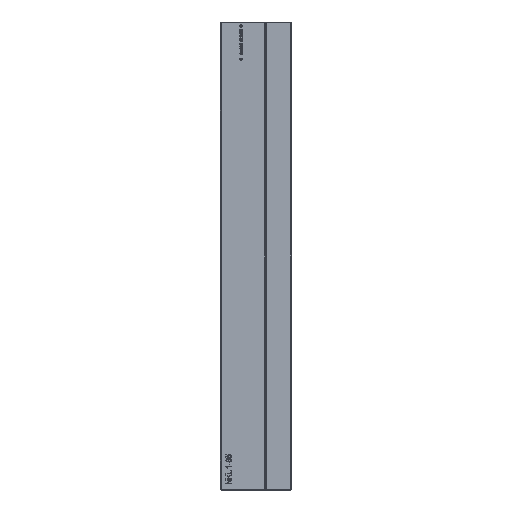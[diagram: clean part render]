
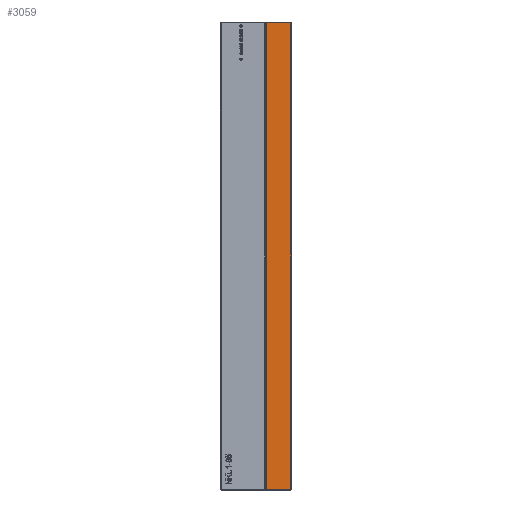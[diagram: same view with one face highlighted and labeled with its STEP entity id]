
A CAD part, left-side view. The second image highlights one B-rep face of the part: STEP entity #3059.
In plain terms, the highlighted planar face has unit normal (-1, 0, 0).
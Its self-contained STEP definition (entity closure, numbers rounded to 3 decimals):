
#298 = PLANE('',#299);
#299 = AXIS2_PLACEMENT_3D('',#300,#301,#302);
#300 = CARTESIAN_POINT('',(-14.925,4.605,0.));
#301 = DIRECTION('',(0.707,-0.707,0.));
#302 = DIRECTION('',(0.,0.,1.));
#600 = PLANE('',#601);
#601 = AXIS2_PLACEMENT_3D('',#602,#603,#604);
#602 = CARTESIAN_POINT('',(-14.925,0.,0.075));
#603 = DIRECTION('',(0.707,0.,0.707)
  );
#604 = DIRECTION('',(0.,-1.,0.));
#902 = PLANE('',#903);
#903 = AXIS2_PLACEMENT_3D('',#904,#905,#906);
#904 = CARTESIAN_POINT('',(-14.925,0.,84.925));
#905 = DIRECTION('',(-0.707,0.,0.707)
  );
#906 = DIRECTION('',(0.,-1.,0.));
#1407 = VERTEX_POINT('',#1408);
#1408 = CARTESIAN_POINT('',(-15.,4.53,84.85));
#1429 = EDGE_CURVE('',#1430,#1407,#1432,.T.);
#1430 = VERTEX_POINT('',#1431);
#1431 = CARTESIAN_POINT('',(-15.,4.53,0.15));
#1432 = SURFACE_CURVE('',#1433,(#1437,#1444),.PCURVE_S1.);
#1433 = LINE('',#1434,#1435);
#1434 = CARTESIAN_POINT('',(-15.,4.53,0.));
#1435 = VECTOR('',#1436,1.);
#1436 = DIRECTION('',(0.,0.,1.));
#1437 = PCURVE('',#298,#1438);
#1438 = DEFINITIONAL_REPRESENTATION('',(#1439),#1443);
#1439 = LINE('',#1440,#1441);
#1440 = CARTESIAN_POINT('',(0.,0.106));
#1441 = VECTOR('',#1442,1.);
#1442 = DIRECTION('',(1.,0.));
#1443 = ( GEOMETRIC_REPRESENTATION_CONTEXT(2) 
PARAMETRIC_REPRESENTATION_CONTEXT() REPRESENTATION_CONTEXT('2D SPACE',''
  ) );
#1444 = PCURVE('',#1445,#1450);
#1445 = PLANE('',#1446);
#1446 = AXIS2_PLACEMENT_3D('',#1447,#1448,#1449);
#1447 = CARTESIAN_POINT('',(-15.,0.,0.));
#1448 = DIRECTION('',(-1.,0.,0.));
#1449 = DIRECTION('',(0.,1.,0.));
#1450 = DEFINITIONAL_REPRESENTATION('',(#1451),#1455);
#1451 = LINE('',#1452,#1453);
#1452 = CARTESIAN_POINT('',(4.53,0.));
#1453 = VECTOR('',#1454,1.);
#1454 = DIRECTION('',(0.,-1.));
#1455 = ( GEOMETRIC_REPRESENTATION_CONTEXT(2) 
PARAMETRIC_REPRESENTATION_CONTEXT() REPRESENTATION_CONTEXT('2D SPACE',''
  ) );
#1754 = VERTEX_POINT('',#1755);
#1755 = CARTESIAN_POINT('',(-15.,0.15,0.15));
#1781 = EDGE_CURVE('',#1754,#1430,#1782,.T.);
#1782 = SURFACE_CURVE('',#1783,(#1787,#1794),.PCURVE_S1.);
#1783 = LINE('',#1784,#1785);
#1784 = CARTESIAN_POINT('',(-15.,0.,0.15));
#1785 = VECTOR('',#1786,1.);
#1786 = DIRECTION('',(0.,1.,0.));
#1787 = PCURVE('',#600,#1788);
#1788 = DEFINITIONAL_REPRESENTATION('',(#1789),#1793);
#1789 = LINE('',#1790,#1791);
#1790 = CARTESIAN_POINT('',(0.,-0.106));
#1791 = VECTOR('',#1792,1.);
#1792 = DIRECTION('',(-1.,0.));
#1793 = ( GEOMETRIC_REPRESENTATION_CONTEXT(2) 
PARAMETRIC_REPRESENTATION_CONTEXT() REPRESENTATION_CONTEXT('2D SPACE',''
  ) );
#1794 = PCURVE('',#1445,#1795);
#1795 = DEFINITIONAL_REPRESENTATION('',(#1796),#1800);
#1796 = LINE('',#1797,#1798);
#1797 = CARTESIAN_POINT('',(0.,-0.15));
#1798 = VECTOR('',#1799,1.);
#1799 = DIRECTION('',(1.,0.));
#1800 = ( GEOMETRIC_REPRESENTATION_CONTEXT(2) 
PARAMETRIC_REPRESENTATION_CONTEXT() REPRESENTATION_CONTEXT('2D SPACE',''
  ) );
#2424 = VERTEX_POINT('',#2425);
#2425 = CARTESIAN_POINT('',(-15.,0.15,84.85));
#2451 = EDGE_CURVE('',#2424,#1407,#2452,.T.);
#2452 = SURFACE_CURVE('',#2453,(#2457,#2464),.PCURVE_S1.);
#2453 = LINE('',#2454,#2455);
#2454 = CARTESIAN_POINT('',(-15.,0.,84.85));
#2455 = VECTOR('',#2456,1.);
#2456 = DIRECTION('',(0.,1.,0.));
#2457 = PCURVE('',#902,#2458);
#2458 = DEFINITIONAL_REPRESENTATION('',(#2459),#2463);
#2459 = LINE('',#2460,#2461);
#2460 = CARTESIAN_POINT('',(0.,-0.106));
#2461 = VECTOR('',#2462,1.);
#2462 = DIRECTION('',(-1.,0.));
#2463 = ( GEOMETRIC_REPRESENTATION_CONTEXT(2) 
PARAMETRIC_REPRESENTATION_CONTEXT() REPRESENTATION_CONTEXT('2D SPACE',''
  ) );
#2464 = PCURVE('',#1445,#2465);
#2465 = DEFINITIONAL_REPRESENTATION('',(#2466),#2470);
#2466 = LINE('',#2467,#2468);
#2467 = CARTESIAN_POINT('',(0.,-84.85));
#2468 = VECTOR('',#2469,1.);
#2469 = DIRECTION('',(1.,0.));
#2470 = ( GEOMETRIC_REPRESENTATION_CONTEXT(2) 
PARAMETRIC_REPRESENTATION_CONTEXT() REPRESENTATION_CONTEXT('2D SPACE',''
  ) );
#3059 = ADVANCED_FACE('',(#3060),#1445,.T.);
#3060 = FACE_BOUND('',#3061,.T.);
#3061 = EDGE_LOOP('',(#3062,#3063,#3064,#3090));
#3062 = ORIENTED_EDGE('',*,*,#1429,.F.);
#3063 = ORIENTED_EDGE('',*,*,#1781,.F.);
#3064 = ORIENTED_EDGE('',*,*,#3065,.T.);
#3065 = EDGE_CURVE('',#1754,#2424,#3066,.T.);
#3066 = SURFACE_CURVE('',#3067,(#3071,#3078),.PCURVE_S1.);
#3067 = LINE('',#3068,#3069);
#3068 = CARTESIAN_POINT('',(-15.,0.15,0.));
#3069 = VECTOR('',#3070,1.);
#3070 = DIRECTION('',(0.,0.,1.));
#3071 = PCURVE('',#1445,#3072);
#3072 = DEFINITIONAL_REPRESENTATION('',(#3073),#3077);
#3073 = LINE('',#3074,#3075);
#3074 = CARTESIAN_POINT('',(0.15,0.));
#3075 = VECTOR('',#3076,1.);
#3076 = DIRECTION('',(0.,-1.));
#3077 = ( GEOMETRIC_REPRESENTATION_CONTEXT(2) 
PARAMETRIC_REPRESENTATION_CONTEXT() REPRESENTATION_CONTEXT('2D SPACE',''
  ) );
#3078 = PCURVE('',#3079,#3084);
#3079 = PLANE('',#3080);
#3080 = AXIS2_PLACEMENT_3D('',#3081,#3082,#3083);
#3081 = CARTESIAN_POINT('',(-14.925,0.075,0.));
#3082 = DIRECTION('',(0.707,0.707,0.)
  );
#3083 = DIRECTION('',(0.,0.,1.));
#3084 = DEFINITIONAL_REPRESENTATION('',(#3085),#3089);
#3085 = LINE('',#3086,#3087);
#3086 = CARTESIAN_POINT('',(0.,-0.106));
#3087 = VECTOR('',#3088,1.);
#3088 = DIRECTION('',(1.,0.));
#3089 = ( GEOMETRIC_REPRESENTATION_CONTEXT(2) 
PARAMETRIC_REPRESENTATION_CONTEXT() REPRESENTATION_CONTEXT('2D SPACE',''
  ) );
#3090 = ORIENTED_EDGE('',*,*,#2451,.T.);
